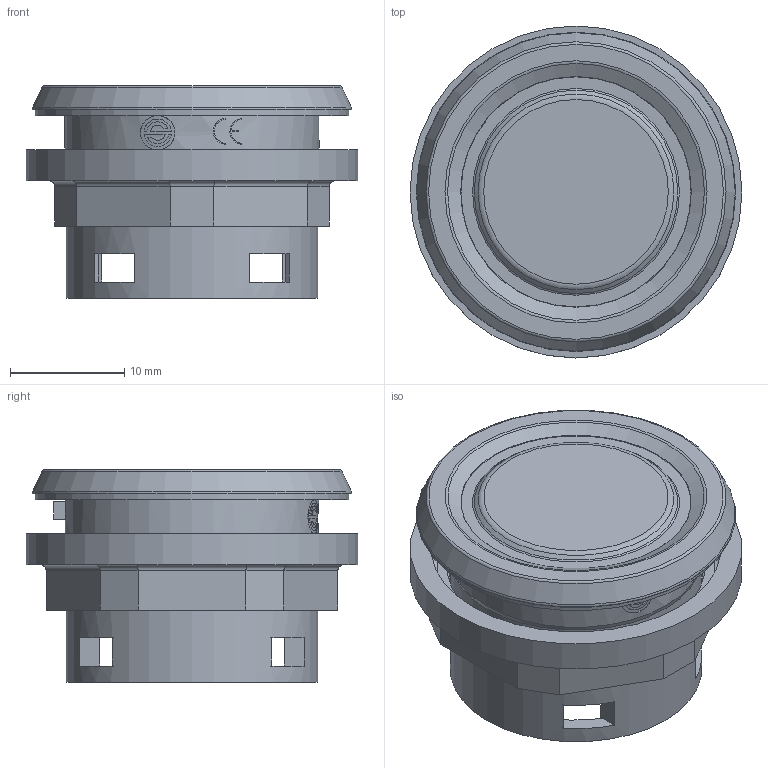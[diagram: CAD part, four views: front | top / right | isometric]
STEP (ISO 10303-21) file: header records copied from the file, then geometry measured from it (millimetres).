
FILE_DESCRIPTION(/* description */ (''),/* implementation_level */ '2;1');
FILE_NAME(/* name */ 'SVACFT.stp',/* time_stamp */ '2016-09-12T10:16:37+02:00',/* author */ ('mharscher'),/* organization */ (''),/* preprocessor_version */ 'ST-DEVELOPER v15.2',/* originating_system */ 'Autodesk Inventor 2014',/* authorisation */ '');
FILE_SCHEMA (('CONFIG_CONTROL_DESIGN'));
Length unit declared in the file: millimetre
Products named in the file (1): SVACFT
Bounding box: 29 x 29 x 18.55 mm (x, y, z)
Volume: 5552.6 mm3; surface area: 4175.9 mm2
Topology: 1 solids, 1 shells, 140 faces, 351 edges, 223 vertices
Faces by surface type: plane 73, cylinder 50, cone 9, torus 8
Full cylindrical faces by diameter (mm): 3 x1, 22 x2, 22.2 x1, 22.6 x1, 25.35 x1, 27.4 x1, 27.9 x1, 29 x1
Entity records: 4501 total; most frequent: CARTESIAN_POINT 1228, DIRECTION 677, ORIENTED_EDGE 646, EDGE_CURVE 323, AXIS2_PLACEMENT_3D 247, VERTEX_POINT 217, LINE 183, VECTOR 183
